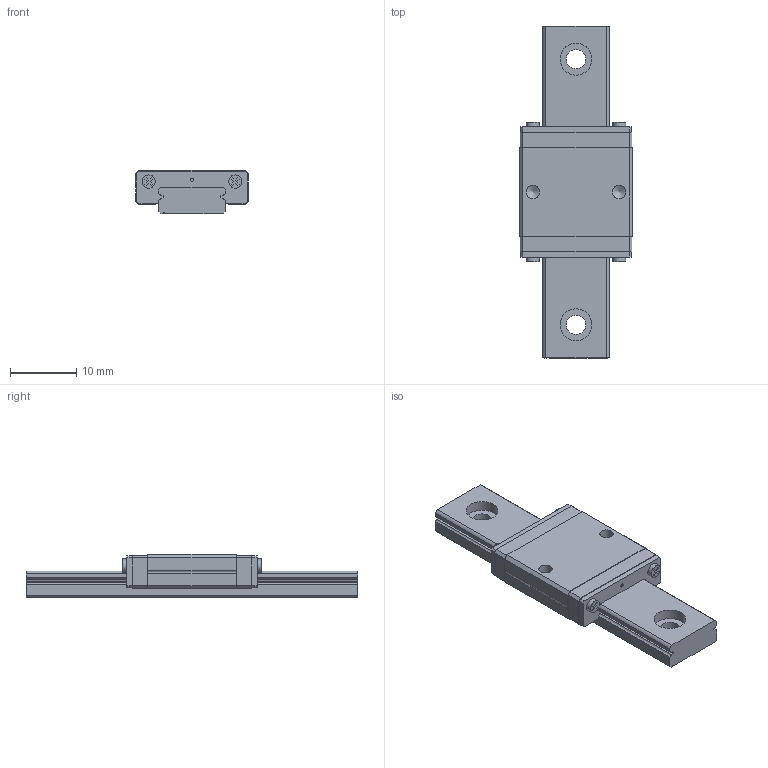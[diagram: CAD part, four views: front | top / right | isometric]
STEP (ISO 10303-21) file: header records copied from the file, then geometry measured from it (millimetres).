
FILE_DESCRIPTION(/* description */ ('Unknown'),/* implementation_level */ '2;1');
FILE_NAME(/* name */ 'MB5CUU1-50L5_5',/* time_stamp */ '2024-03-27T16:13:26+09:00',/* author */ ('Unknown'),/* organization */ ('Unknown'),/* preprocessor_version */ 'ST-DEVELOPER v18.102',/* originating_system */ 'Solid Edge',/* authorisation */ 'Unknown');
FILE_SCHEMA (('AUTOMOTIVE_DESIGN {1 0 10303 214 3 1 1}'));
Length unit declared in the file: millimetre
Products named in the file (3): thisAsm; MB5_RAIL; MB5C_BLOCK
Assembly tree (2 placements, depth 2):
  thisAsm
    MB5_RAIL
    MB5C_BLOCK
Bounding box: 17 x 50 x 6.5 mm (x, y, z)
Volume: 2994.2 mm3; surface area: 2775 mm2
Topology: 2 solids, 2 shells, 173 faces, 468 edges, 312 vertices
Faces by surface type: plane 139, cylinder 32, cone 2
Full cylindrical faces by diameter (mm): 0.5 x2, 2 x4, 2.013 x2, 2.9 x3, 4.8 x3
Entity records: 6324 total; most frequent: CARTESIAN_POINT 930, ORIENTED_EDGE 892, DIRECTION 864, EDGE_CURVE 446, LINE 380, VECTOR 380, VERTEX_POINT 308, AXIS2_PLACEMENT_3D 242
